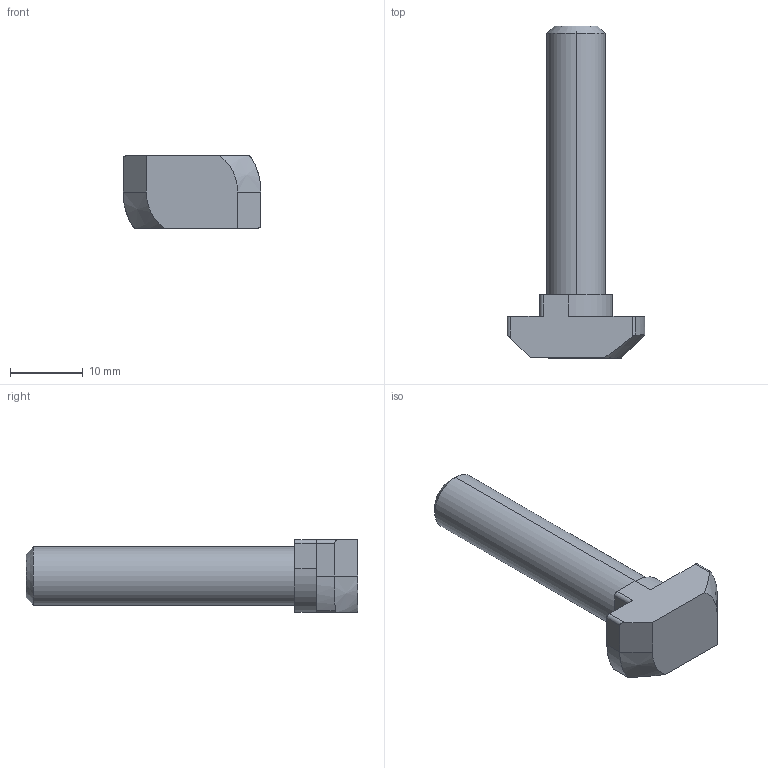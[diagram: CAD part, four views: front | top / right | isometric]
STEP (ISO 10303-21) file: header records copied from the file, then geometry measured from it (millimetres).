
FILE_DESCRIPTION (( 'STEP AP214' ), '1' );
FILE_NAME ('B775 Ò-áîëò Ì8õ40, ïàç 10.STEP', '2025-07-15T14:33:17', ( '' ), ( '' ), 'SwSTEP 2.0', 'SolidWorks 2025', '' );
FILE_SCHEMA (( 'AUTOMOTIVE_DESIGN' ));
Length unit declared in the file: millimetre
Products named in the file (1): B775 Т-болт М8х40, паз 10
Bounding box: 19 x 45.7 x 10 mm (x, y, z)
Volume: 3051.4 mm3; surface area: 1642.1 mm2
Topology: 1 solids, 1 shells, 29 faces, 74 edges, 48 vertices
Faces by surface type: plane 13, cylinder 12, cone 4
Entity records: 921 total; most frequent: CARTESIAN_POINT 190, DIRECTION 148, ORIENTED_EDGE 148, EDGE_CURVE 74, AXIS2_PLACEMENT_3D 52, VERTEX_POINT 48, LINE 44, VECTOR 44
